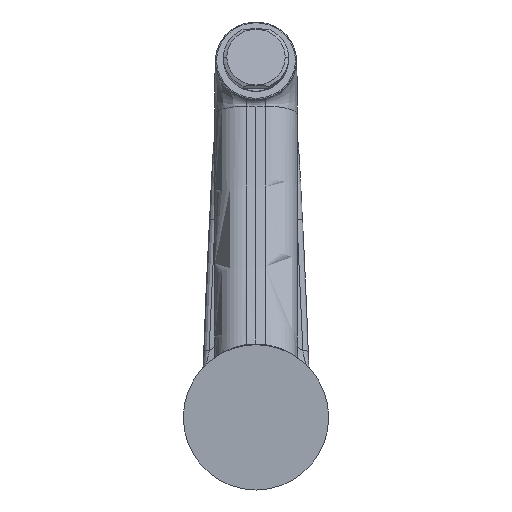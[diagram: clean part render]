
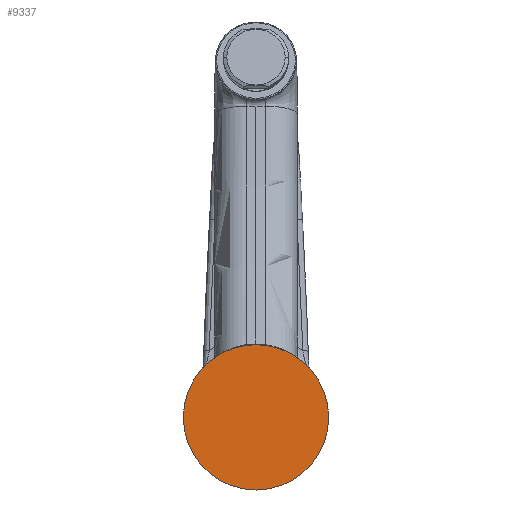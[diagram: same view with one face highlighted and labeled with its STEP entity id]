
A CAD part, front view. The second image highlights one B-rep face of the part: STEP entity #9337.
In plain terms, the highlighted planar face has unit normal (0, -1, 0).
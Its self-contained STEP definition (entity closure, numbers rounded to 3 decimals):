
#420 = DIRECTION ( 'NONE',  ( 0., -1., 0. ) ) ;
#677 = DIRECTION ( 'NONE',  ( 0., -1., 0. ) ) ;
#792 = CIRCLE ( 'NONE', #1720, 26.865 ) ;
#1228 = CARTESIAN_POINT ( 'NONE',  ( 260.42, 456.726, 464.572 ) ) ;
#1446 = ORIENTED_EDGE ( 'NONE', *, *, #9228, .T. ) ;
#1597 = DIRECTION ( 'NONE',  ( 0., -1., 0. ) ) ;
#1720 = AXIS2_PLACEMENT_3D ( 'NONE', #7702, #677, #8891 ) ;
#1732 = CIRCLE ( 'NONE', #8511, 26.865 ) ;
#7404 = PLANE ( 'NONE',  #9593 ) ;
#7663 = CARTESIAN_POINT ( 'NONE',  ( 206.691, 456.726, 464.572 ) ) ;
#7702 = CARTESIAN_POINT ( 'NONE',  ( 233.555, 456.726, 464.572 ) ) ;
#8511 = AXIS2_PLACEMENT_3D ( 'NONE', #8618, #1597, #9800 ) ;
#8618 = CARTESIAN_POINT ( 'NONE',  ( 233.555, 456.726, 464.572 ) ) ;
#8633 = DIRECTION ( 'NONE',  ( 0., 0., 1. ) ) ;
#8891 = DIRECTION ( 'NONE',  ( -1., 0., 0. ) ) ;
#9228 = EDGE_CURVE ( 'NONE', #12531, #12146, #792, .T. ) ;
#9337 = ADVANCED_FACE ( 'NONE', ( #9445 ), #7404, .T. ) ;
#9445 = FACE_OUTER_BOUND ( 'NONE', #10070, .T. ) ;
#9593 = AXIS2_PLACEMENT_3D ( 'NONE', #14550, #420, #8633 ) ;
#9800 = DIRECTION ( 'NONE',  ( -1., 0., 0. ) ) ;
#10070 = EDGE_LOOP ( 'NONE', ( #1446, #10640 ) ) ;
#10283 = EDGE_CURVE ( 'NONE', #12146, #12531, #1732, .T. ) ;
#10640 = ORIENTED_EDGE ( 'NONE', *, *, #10283, .T. ) ;
#12146 = VERTEX_POINT ( 'NONE', #7663 ) ;
#12531 = VERTEX_POINT ( 'NONE', #1228 ) ;
#14550 = CARTESIAN_POINT ( 'NONE',  ( 209.555, 456.726, 464.572 ) ) ;
